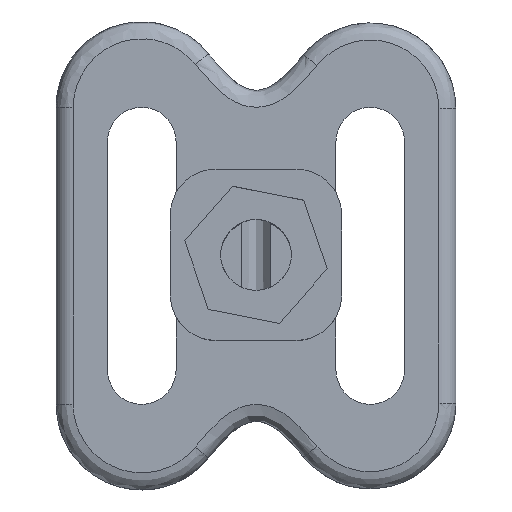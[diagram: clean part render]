
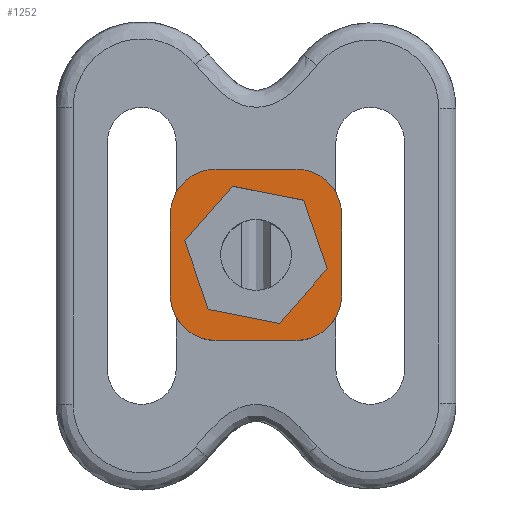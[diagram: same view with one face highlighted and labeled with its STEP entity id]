
A CAD part, top view. The second image highlights one B-rep face of the part: STEP entity #1252.
In plain terms, the highlighted planar face has unit normal (0, 0, 1).
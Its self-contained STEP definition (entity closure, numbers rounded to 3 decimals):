
#21=FACE_BOUND('',#240,.T.);
#49=PLANE('',#1356);
#164=FACE_OUTER_BOUND('',#239,.T.);
#239=EDGE_LOOP('',(#979,#980,#981,#982,#983,#984,#985,#986));
#240=EDGE_LOOP('',(#987,#988,#989,#990,#991,#992));
#313=LINE('',#2125,#403);
#319=LINE('',#2140,#409);
#321=LINE('',#2146,#411);
#322=LINE('',#2150,#412);
#326=LINE('',#2158,#416);
#329=LINE('',#2164,#419);
#332=LINE('',#2170,#422);
#335=LINE('',#2176,#425);
#338=LINE('',#2181,#428);
#340=LINE('',#2187,#430);
#403=VECTOR('',#1503,10.);
#409=VECTOR('',#1519,10.);
#411=VECTOR('',#1527,10.);
#412=VECTOR('',#1530,10.);
#416=VECTOR('',#1536,10.);
#419=VECTOR('',#1541,10.);
#422=VECTOR('',#1546,10.);
#425=VECTOR('',#1551,10.);
#428=VECTOR('',#1556,10.);
#430=VECTOR('',#1564,10.);
#489=CIRCLE('',#1337,4.);
#490=CIRCLE('',#1340,4.);
#491=CIRCLE('',#1342,4.);
#492=CIRCLE('',#1345,4.);
#555=VERTEX_POINT('',#2118);
#556=VERTEX_POINT('',#2119);
#557=VERTEX_POINT('',#2124);
#558=VERTEX_POINT('',#2128);
#559=VERTEX_POINT('',#2132);
#560=VERTEX_POINT('',#2133);
#561=VERTEX_POINT('',#2138);
#562=VERTEX_POINT('',#2142);
#563=VERTEX_POINT('',#2148);
#564=VERTEX_POINT('',#2149);
#567=VERTEX_POINT('',#2157);
#569=VERTEX_POINT('',#2163);
#571=VERTEX_POINT('',#2169);
#573=VERTEX_POINT('',#2175);
#693=EDGE_CURVE('',#555,#556,#489,.T.);
#696=EDGE_CURVE('',#557,#556,#313,.T.);
#698=EDGE_CURVE('',#557,#558,#490,.T.);
#700=EDGE_CURVE('',#559,#560,#491,.T.);
#704=EDGE_CURVE('',#559,#561,#319,.T.);
#705=EDGE_CURVE('',#562,#561,#492,.T.);
#707=EDGE_CURVE('',#562,#558,#321,.T.);
#708=EDGE_CURVE('',#563,#564,#322,.T.);
#712=EDGE_CURVE('',#567,#563,#326,.T.);
#715=EDGE_CURVE('',#569,#567,#329,.T.);
#718=EDGE_CURVE('',#571,#569,#332,.T.);
#721=EDGE_CURVE('',#573,#571,#335,.T.);
#724=EDGE_CURVE('',#564,#573,#338,.T.);
#727=EDGE_CURVE('',#555,#560,#340,.T.);
#979=ORIENTED_EDGE('',*,*,#693,.F.);
#980=ORIENTED_EDGE('',*,*,#727,.T.);
#981=ORIENTED_EDGE('',*,*,#700,.F.);
#982=ORIENTED_EDGE('',*,*,#704,.T.);
#983=ORIENTED_EDGE('',*,*,#705,.F.);
#984=ORIENTED_EDGE('',*,*,#707,.T.);
#985=ORIENTED_EDGE('',*,*,#698,.F.);
#986=ORIENTED_EDGE('',*,*,#696,.T.);
#987=ORIENTED_EDGE('',*,*,#708,.T.);
#988=ORIENTED_EDGE('',*,*,#724,.T.);
#989=ORIENTED_EDGE('',*,*,#721,.T.);
#990=ORIENTED_EDGE('',*,*,#718,.T.);
#991=ORIENTED_EDGE('',*,*,#715,.T.);
#992=ORIENTED_EDGE('',*,*,#712,.T.);
#1252=ADVANCED_FACE('',(#164,#21),#49,.T.);
#1337=AXIS2_PLACEMENT_3D('',#2120,#1497,#1498);
#1340=AXIS2_PLACEMENT_3D('',#2129,#1507,#1508);
#1342=AXIS2_PLACEMENT_3D('',#2134,#1512,#1513);
#1345=AXIS2_PLACEMENT_3D('',#2143,#1522,#1523);
#1356=AXIS2_PLACEMENT_3D('',#2188,#1565,#1566);
#1497=DIRECTION('center_axis',(0.,0.,-1.));
#1498=DIRECTION('ref_axis',(0.707,-0.707,0.));
#1503=DIRECTION('',(1.,0.,0.));
#1507=DIRECTION('center_axis',(0.,0.,-1.));
#1508=DIRECTION('ref_axis',(-0.707,-0.707,0.));
#1512=DIRECTION('center_axis',(0.,0.,-1.));
#1513=DIRECTION('ref_axis',(0.707,0.707,0.));
#1519=DIRECTION('',(-1.,0.,0.));
#1522=DIRECTION('center_axis',(0.,0.,-1.));
#1523=DIRECTION('ref_axis',(-0.707,0.707,0.));
#1527=DIRECTION('',(0.,-1.,0.));
#1530=DIRECTION('',(-0.981,0.193,0.));
#1536=DIRECTION('',(-0.658,-0.753,0.));
#1541=DIRECTION('',(0.323,-0.946,0.));
#1546=DIRECTION('',(0.981,-0.193,0.));
#1551=DIRECTION('',(0.658,0.753,0.));
#1556=DIRECTION('',(-0.323,0.946,0.));
#1564=DIRECTION('',(0.,1.,0.));
#1565=DIRECTION('center_axis',(0.,0.,1.));
#1566=DIRECTION('ref_axis',(-1.,0.,0.));
#2118=CARTESIAN_POINT('',(25.,19.,56.));
#2119=CARTESIAN_POINT('',(21.,15.,56.));
#2120=CARTESIAN_POINT('Origin',(21.,19.,56.));
#2124=CARTESIAN_POINT('',(14.,15.,56.));
#2125=CARTESIAN_POINT('',(25.,15.,56.));
#2128=CARTESIAN_POINT('',(10.,19.,56.));
#2129=CARTESIAN_POINT('Origin',(14.,19.,56.));
#2132=CARTESIAN_POINT('',(21.,30.,56.));
#2133=CARTESIAN_POINT('',(25.,26.,56.));
#2134=CARTESIAN_POINT('Origin',(21.,26.,56.));
#2138=CARTESIAN_POINT('',(14.,30.,56.));
#2140=CARTESIAN_POINT('',(10.,30.,56.));
#2142=CARTESIAN_POINT('',(10.,26.,56.));
#2143=CARTESIAN_POINT('Origin',(14.,26.,56.));
#2146=CARTESIAN_POINT('',(10.,15.,56.));
#2148=CARTESIAN_POINT('',(19.551,16.49,56.));
#2149=CARTESIAN_POINT('',(13.321,17.718,56.));
#2150=CARTESIAN_POINT('',(17.994,16.797,56.));
#2157=CARTESIAN_POINT('',(23.731,21.271,56.));
#2158=CARTESIAN_POINT('',(22.686,20.076,56.));
#2163=CARTESIAN_POINT('',(21.679,27.282,56.));
#2164=CARTESIAN_POINT('',(22.192,25.779,56.));
#2169=CARTESIAN_POINT('',(15.449,28.51,56.));
#2170=CARTESIAN_POINT('',(17.006,28.203,56.));
#2175=CARTESIAN_POINT('',(11.269,23.729,56.));
#2176=CARTESIAN_POINT('',(12.314,24.924,56.));
#2181=CARTESIAN_POINT('',(12.808,19.221,56.));
#2187=CARTESIAN_POINT('',(25.,30.,56.));
#2188=CARTESIAN_POINT('Origin',(17.5,22.5,56.));
